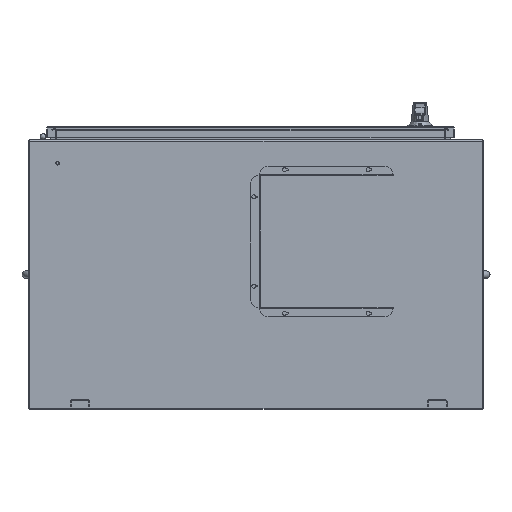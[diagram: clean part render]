
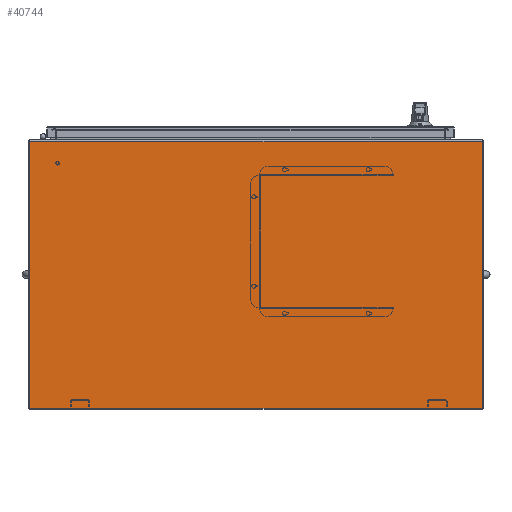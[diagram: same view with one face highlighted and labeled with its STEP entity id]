
A CAD part, front view. The second image highlights one B-rep face of the part: STEP entity #40744.
In plain terms, the highlighted face is planar.
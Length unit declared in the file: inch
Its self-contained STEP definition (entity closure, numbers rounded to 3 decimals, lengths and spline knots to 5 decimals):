
#3249 = ORIENTED_EDGE ( 'NONE', *, *, #22033, .F. ) ;
#5702 = FACE_OUTER_BOUND ( 'NONE', #53120, .T. ) ;
#5826 = DIRECTION ( 'NONE',  ( 0., 1., 0. ) ) ;
#6315 = CARTESIAN_POINT ( 'NONE',  ( 0., -23.887, -0.095 ) ) ;
#7675 = CARTESIAN_POINT ( 'NONE',  ( 0., 0., -0.095 ) ) ;
#8678 = VERTEX_POINT ( 'NONE', #27449 ) ;
#19779 = CARTESIAN_POINT ( 'NONE',  ( 0., -23.887, -0.095 ) ) ;
#21468 = ORIENTED_EDGE ( 'NONE', *, *, #63354, .F. ) ;
#22033 = EDGE_CURVE ( 'NONE', #8678, #66016, #62298, .T. ) ;
#22518 = ORIENTED_EDGE ( 'NONE', *, *, #68012, .F. ) ;
#23819 = CARTESIAN_POINT ( 'NONE',  ( 0., 0., -0.095 ) ) ;
#26013 = AXIS2_PLACEMENT_3D ( 'NONE', #53237, #58925, #30854 ) ;
#27449 = CARTESIAN_POINT ( 'NONE',  ( 40.56, -23.887, -0.095 ) ) ;
#30357 = PLANE ( 'NONE',  #26013 ) ;
#30854 = DIRECTION ( 'NONE',  ( 0., -1., 0. ) ) ;
#36622 = DIRECTION ( 'NONE',  ( 0., -1., 0. ) ) ;
#38122 = VECTOR ( 'NONE', #45958, 39.37008 ) ;
#40744 = ADVANCED_FACE ( 'NONE', ( #5702 ), #30357, .F. ) ;
#41795 = CARTESIAN_POINT ( 'NONE',  ( 0., 0., -0.095 ) ) ;
#45958 = DIRECTION ( 'NONE',  ( 1., 0., 0. ) ) ;
#49417 = LINE ( 'NONE', #7675, #50275 ) ;
#50275 = VECTOR ( 'NONE', #36622, 39.37008 ) ;
#50825 = VERTEX_POINT ( 'NONE', #23819 ) ;
#53120 = EDGE_LOOP ( 'NONE', ( #55436, #22518, #21468, #3249 ) ) ;
#53237 = CARTESIAN_POINT ( 'NONE',  ( 0., 0., -0.095 ) ) ;
#55050 = LINE ( 'NONE', #6315, #38122 ) ;
#55436 = ORIENTED_EDGE ( 'NONE', *, *, #55944, .F. ) ;
#55944 = EDGE_CURVE ( 'NONE', #68918, #8678, #55050, .T. ) ;
#57958 = DIRECTION ( 'NONE',  ( -1., 0., 0. ) ) ;
#58925 = DIRECTION ( 'NONE',  ( 0., 0., 1. ) ) ;
#60575 = VECTOR ( 'NONE', #5826, 39.37008 ) ;
#62298 = LINE ( 'NONE', #64137, #60575 ) ;
#63354 = EDGE_CURVE ( 'NONE', #66016, #50825, #73129, .T. ) ;
#64137 = CARTESIAN_POINT ( 'NONE',  ( 40.56, 0., -0.095 ) ) ;
#64167 = VECTOR ( 'NONE', #57958, 39.37008 ) ;
#66016 = VERTEX_POINT ( 'NONE', #69951 ) ;
#68012 = EDGE_CURVE ( 'NONE', #50825, #68918, #49417, .T. ) ;
#68918 = VERTEX_POINT ( 'NONE', #19779 ) ;
#69951 = CARTESIAN_POINT ( 'NONE',  ( 40.56, 0., -0.095 ) ) ;
#73129 = LINE ( 'NONE', #41795, #64167 ) ;
